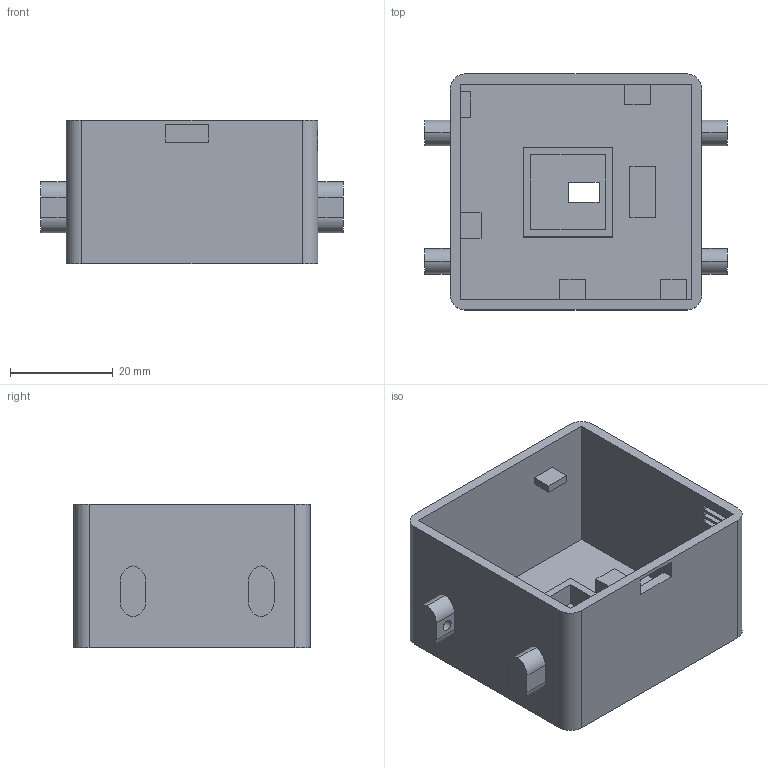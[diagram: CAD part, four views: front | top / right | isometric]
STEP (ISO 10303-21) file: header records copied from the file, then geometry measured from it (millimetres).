
FILE_DESCRIPTION(/* description */ (''),/* implementation_level */ '2;1');
FILE_NAME(/* name */ 'vongoaiV5 v9.step',/* time_stamp */ '2025-07-05T19:34:08+07:00',/* author */ (''),/* organization */ (''),/* preprocessor_version */ 'ST-DEVELOPER v20.1',/* originating_system */ 'Autodesk Translation Framework v14.10.0.0',/* authorisation */ '');
FILE_SCHEMA (('AUTOMOTIVE_DESIGN { 1 0 10303 214 3 1 1 }'));
Length unit declared in the file: millimetre
Products named in the file (1): vongoaiV5
Bounding box: 59 x 46 x 28 mm (x, y, z)
Volume: 13352.8 mm3; surface area: 15868.2 mm2
Topology: 1 solids, 1 shells, 111 faces, 285 edges, 190 vertices
Faces by surface type: plane 87, cylinder 24
Full cylindrical faces by diameter (mm): 2 x3, 2.236 x1
Entity records: 3406 total; most frequent: CARTESIAN_POINT 587, ORIENTED_EDGE 570, DIRECTION 563, EDGE_CURVE 285, LINE 231, VECTOR 231, VERTEX_POINT 190, AXIS2_PLACEMENT_3D 166
